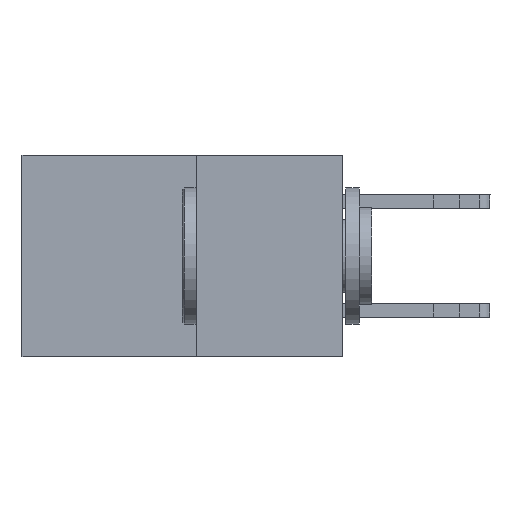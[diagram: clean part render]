
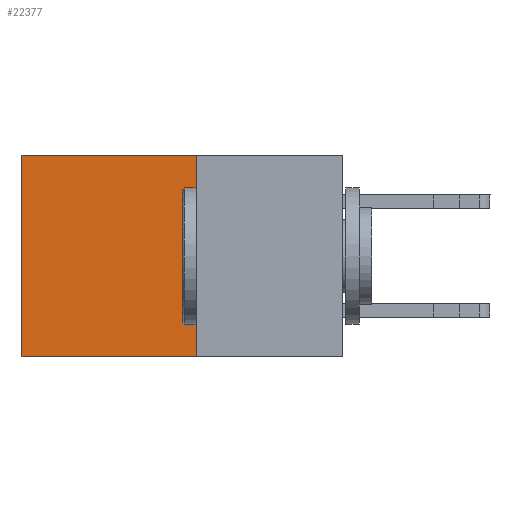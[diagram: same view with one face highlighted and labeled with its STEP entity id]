
A CAD part, left-side view. The second image highlights one B-rep face of the part: STEP entity #22377.
In plain terms, the highlighted planar face has unit normal (-1, 0, 0).
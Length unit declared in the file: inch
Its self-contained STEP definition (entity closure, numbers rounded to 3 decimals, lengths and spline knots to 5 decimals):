
#974 = LINE ( 'NONE', #2766, #11076 ) ;
#1521 = VERTEX_POINT ( 'NONE', #4448 ) ;
#2511 = LINE ( 'NONE', #9606, #9164 ) ;
#2766 = CARTESIAN_POINT ( 'NONE',  ( 0.277, 0.59, -0.37 ) ) ;
#3178 = VECTOR ( 'NONE', #13370, 39.37008 ) ;
#3659 = LINE ( 'NONE', #5198, #14857 ) ;
#4361 = DIRECTION ( 'NONE',  ( 0., 0., -1. ) ) ;
#4398 = CARTESIAN_POINT ( 'NONE',  ( 0.277, 0.27, 0. ) ) ;
#4448 = CARTESIAN_POINT ( 'NONE',  ( 0.277, 0.27, 0. ) ) ;
#5198 = CARTESIAN_POINT ( 'NONE',  ( 0.277, 0.27, -0.37 ) ) ;
#5231 = ORIENTED_EDGE ( 'NONE', *, *, #16900, .T. ) ;
#5708 = DIRECTION ( 'NONE',  ( 0., 0., -1. ) ) ;
#6219 = VERTEX_POINT ( 'NONE', #19506 ) ;
#6425 = DIRECTION ( 'NONE',  ( 0., 0., -1. ) ) ;
#7985 = VERTEX_POINT ( 'NONE', #21053 ) ;
#9164 = VECTOR ( 'NONE', #5708, 39.37008 ) ;
#9551 = EDGE_CURVE ( 'NONE', #1521, #18353, #2511, .T. ) ;
#9606 = CARTESIAN_POINT ( 'NONE',  ( 0.277, 0.27, -0.37 ) ) ;
#11075 = EDGE_CURVE ( 'NONE', #6219, #7985, #974, .T. ) ;
#11076 = VECTOR ( 'NONE', #6425, 39.37008 ) ;
#11440 = PLANE ( 'NONE',  #15083 ) ;
#12402 = DIRECTION ( 'NONE',  ( 0., 1., 0. ) ) ;
#12696 = ORIENTED_EDGE ( 'NONE', *, *, #17315, .F. ) ;
#13127 = LINE ( 'NONE', #4398, #3178 ) ;
#13370 = DIRECTION ( 'NONE',  ( 0., 1., 0. ) ) ;
#14857 = VECTOR ( 'NONE', #12402, 39.37008 ) ;
#15083 = AXIS2_PLACEMENT_3D ( 'NONE', #20574, #16763, #4361 ) ;
#16208 = ORIENTED_EDGE ( 'NONE', *, *, #9551, .F. ) ;
#16227 = CARTESIAN_POINT ( 'NONE',  ( 0.277, 0.27, -0.37 ) ) ;
#16763 = DIRECTION ( 'NONE',  ( 1., 0., 0. ) ) ;
#16900 = EDGE_CURVE ( 'NONE', #1521, #6219, #13127, .T. ) ;
#17315 = EDGE_CURVE ( 'NONE', #18353, #7985, #3659, .T. ) ;
#18353 = VERTEX_POINT ( 'NONE', #16227 ) ;
#18776 = ORIENTED_EDGE ( 'NONE', *, *, #11075, .T. ) ;
#19506 = CARTESIAN_POINT ( 'NONE',  ( 0.277, 0.59, 0. ) ) ;
#20209 = FACE_OUTER_BOUND ( 'NONE', #21707, .T. ) ;
#20574 = CARTESIAN_POINT ( 'NONE',  ( 0.277, 0.27, -0.37 ) ) ;
#21053 = CARTESIAN_POINT ( 'NONE',  ( 0.277, 0.59, -0.37 ) ) ;
#21707 = EDGE_LOOP ( 'NONE', ( #18776, #12696, #16208, #5231 ) ) ;
#22377 = ADVANCED_FACE ( 'NONE', ( #20209 ), #11440, .F. ) ;
